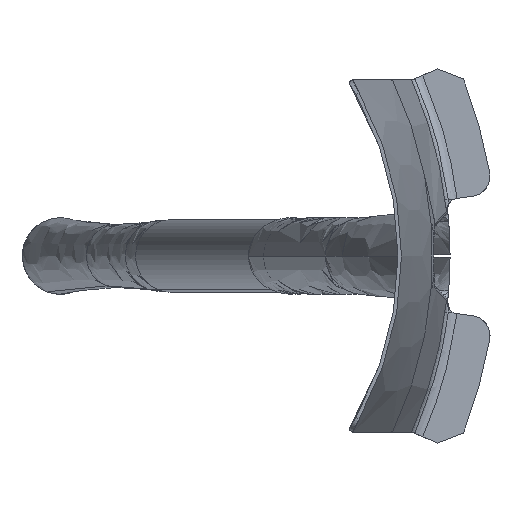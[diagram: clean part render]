
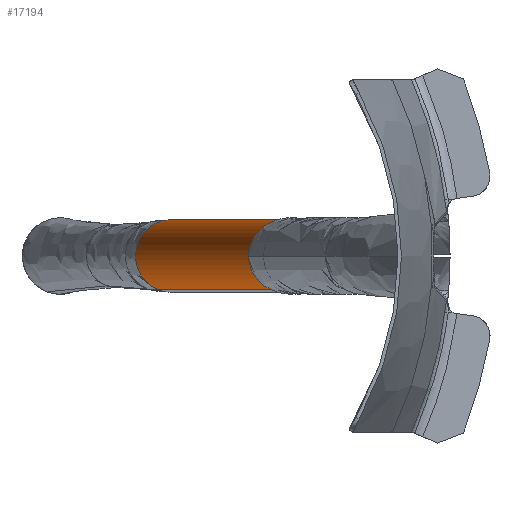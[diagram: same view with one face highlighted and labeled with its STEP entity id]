
A CAD part, left-side view. The second image highlights one B-rep face of the part: STEP entity #17194.
In plain terms, the highlighted free-form (B-spline) face has degree [2, 1] with [5, 2] control points.
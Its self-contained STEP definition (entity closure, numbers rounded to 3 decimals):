
#17155 = VERTEX_POINT('',#17156);
#17156 = CARTESIAN_POINT('',(770.301,147.024,
    6.054));
#17162 = EDGE_CURVE('',#17155,#17163,#17165,.T.);
#17163 = VERTEX_POINT('',#17164);
#17164 = CARTESIAN_POINT('',(767.925,162.028,
    -33.767));
#17165 = ( BOUNDED_CURVE() B_SPLINE_CURVE(2,(#17166,#17167,#17168,#17169
,#17170),.UNSPECIFIED.,.F.,.F.) B_SPLINE_CURVE_WITH_KNOTS((3,2,3),(0.,
1.571,3.142),.PIECEWISE_BEZIER_KNOTS.) CURVE() 
GEOMETRIC_REPRESENTATION_ITEM() RATIONAL_B_SPLINE_CURVE((1.,
0.707,1.,0.707,1.)) REPRESENTATION_ITEM('') );
#17166 = CARTESIAN_POINT('',(770.301,147.024,
    6.054));
#17167 = CARTESIAN_POINT('',(767.186,166.689,
    13.65));
#17168 = CARTESIAN_POINT('',(765.998,174.191,
    -6.261));
#17169 = CARTESIAN_POINT('',(764.81,181.694,
    -26.171));
#17170 = CARTESIAN_POINT('',(767.925,162.028,
    -33.767));
#17194 = ADVANCED_FACE('',(#17195),#17220,.T.);
#17195 = FACE_BOUND('',#17196,.T.);
#17196 = EDGE_LOOP('',(#17197,#17198,#17205,#17215));
#17197 = ORIENTED_EDGE('',*,*,#17162,.T.);
#17198 = ORIENTED_EDGE('',*,*,#17199,.T.);
#17199 = EDGE_CURVE('',#17163,#17200,#17202,.T.);
#17200 = VERTEX_POINT('',#17201);
#17201 = CARTESIAN_POINT('',(292.768,86.771,
    -33.767));
#17202 = B_SPLINE_CURVE_WITH_KNOTS('',1,(#17203,#17204),.UNSPECIFIED.,
  .F.,.F.,(2,2),(-556.349,-150.),.PIECEWISE_BEZIER_KNOTS.);
#17203 = CARTESIAN_POINT('',(767.925,162.028,
    -33.767));
#17204 = CARTESIAN_POINT('',(292.768,86.771,
    -33.767));
#17205 = ORIENTED_EDGE('',*,*,#17206,.F.);
#17206 = EDGE_CURVE('',#17207,#17200,#17209,.T.);
#17207 = VERTEX_POINT('',#17208);
#17208 = CARTESIAN_POINT('',(295.144,71.766,
    6.054));
#17209 = ( BOUNDED_CURVE() B_SPLINE_CURVE(2,(#17210,#17211,#17212,#17213
,#17214),.UNSPECIFIED.,.F.,.F.) B_SPLINE_CURVE_WITH_KNOTS((3,2,3),(0.,
1.571,3.142),.PIECEWISE_BEZIER_KNOTS.) CURVE() 
GEOMETRIC_REPRESENTATION_ITEM() RATIONAL_B_SPLINE_CURVE((1.,
0.707,1.,0.707,1.)) REPRESENTATION_ITEM('') );
#17210 = CARTESIAN_POINT('',(295.144,71.766,
    6.054));
#17211 = CARTESIAN_POINT('',(292.03,91.432,
    13.65));
#17212 = CARTESIAN_POINT('',(290.841,98.934,
    -6.261));
#17213 = CARTESIAN_POINT('',(289.653,106.436,
    -26.171));
#17214 = CARTESIAN_POINT('',(292.768,86.771,
    -33.767));
#17215 = ORIENTED_EDGE('',*,*,#17216,.F.);
#17216 = EDGE_CURVE('',#17155,#17207,#17217,.T.);
#17217 = B_SPLINE_CURVE_WITH_KNOTS('',1,(#17218,#17219),.UNSPECIFIED.,
  .F.,.F.,(2,2),(-556.349,-150.),.PIECEWISE_BEZIER_KNOTS.);
#17218 = CARTESIAN_POINT('',(770.301,147.024,
    6.054));
#17219 = CARTESIAN_POINT('',(295.144,71.766,
    6.054));
#17220 = ( BOUNDED_SURFACE() B_SPLINE_SURFACE(2,1,(
    (#17221,#17222)
    ,(#17223,#17224)
    ,(#17225,#17226)
    ,(#17227,#17228)
    ,(#17229,#17230
)),.UNSPECIFIED.,.F.,.F.,.F.) B_SPLINE_SURFACE_WITH_KNOTS((3,2,3),(2,2),
  (0.,1.571,3.142),(-556.349,-150.),
.PIECEWISE_BEZIER_KNOTS.) GEOMETRIC_REPRESENTATION_ITEM() 
RATIONAL_B_SPLINE_SURFACE((
    (1.,1.)
    ,(0.707,0.707)
    ,(1.,1.)
    ,(0.707,0.707)
,(1.,1.))) REPRESENTATION_ITEM('') SURFACE() );
#17221 = CARTESIAN_POINT('',(770.301,147.024,
    6.054));
#17222 = CARTESIAN_POINT('',(295.144,71.766,
    6.054));
#17223 = CARTESIAN_POINT('',(767.186,166.689,
    13.65));
#17224 = CARTESIAN_POINT('',(292.03,91.432,
    13.65));
#17225 = CARTESIAN_POINT('',(765.998,174.191,
    -6.261));
#17226 = CARTESIAN_POINT('',(290.841,98.934,
    -6.261));
#17227 = CARTESIAN_POINT('',(764.81,181.694,
    -26.171));
#17228 = CARTESIAN_POINT('',(289.653,106.436,
    -26.171));
#17229 = CARTESIAN_POINT('',(767.925,162.028,
    -33.767));
#17230 = CARTESIAN_POINT('',(292.768,86.771,
    -33.767));
